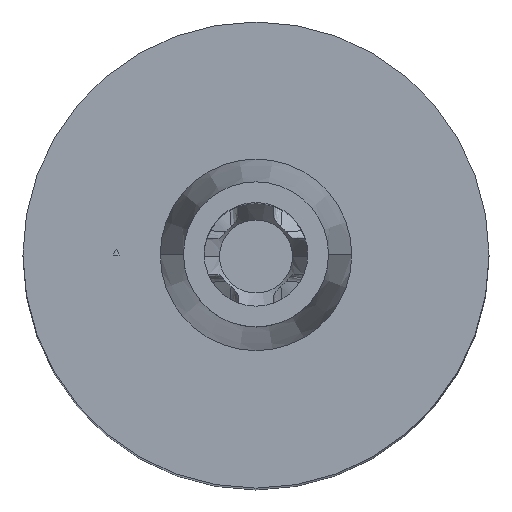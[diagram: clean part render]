
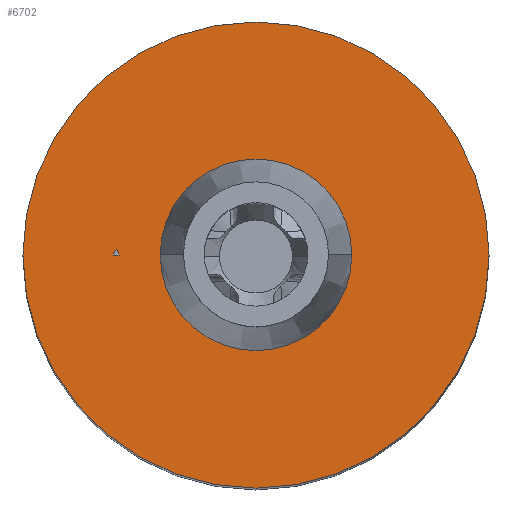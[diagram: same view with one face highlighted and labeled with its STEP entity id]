
A CAD part, top view. The second image highlights one B-rep face of the part: STEP entity #6702.
In plain terms, the highlighted planar face has unit normal (0, 0, 1).
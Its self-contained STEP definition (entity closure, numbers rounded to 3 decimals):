
#2551=CARTESIAN_POINT('',(0.,0.,28.7));
#2552=DIRECTION('',(0.,0.,-1.));
#2553=DIRECTION('',(1.,0.,0.));
#2554=AXIS2_PLACEMENT_3D('',#2551,#2552,#2553);
#2559=CARTESIAN_POINT('',(0.,0.,28.7));
#2560=DIRECTION('',(0.,0.,-1.));
#2561=DIRECTION('',(-1.,0.,0.));
#2562=AXIS2_PLACEMENT_3D('',#2559,#2560,#2561);
#2567=CARTESIAN_POINT('',(0.,0.,28.7));
#2568=DIRECTION('',(0.,0.,1.));
#2569=DIRECTION('',(-1.,0.,0.));
#2570=AXIS2_PLACEMENT_3D('',#2567,#2568,#2569);
#2575=CARTESIAN_POINT('',(0.,0.,28.7));
#2576=DIRECTION('',(0.,0.,1.));
#2577=DIRECTION('',(1.,0.,0.));
#2578=AXIS2_PLACEMENT_3D('',#2575,#2576,#2577);
#2583=DIRECTION('',(1.,0.,0.));
#2584=VECTOR('',#2583,0.109);
#2585=CARTESIAN_POINT('',(-2.754,0.,28.7));
#2586=LINE('',#2585,#2584);
#2590=CARTESIAN_POINT('',(-2.645,0.,28.7));
#2591=CARTESIAN_POINT('',(-2.646,0.005,28.7));
#2592=CARTESIAN_POINT('',(-2.649,0.015,28.7));
#2593=CARTESIAN_POINT('',(-2.653,0.03,28.7));
#2594=CARTESIAN_POINT('',(-2.657,0.043,28.7));
#2595=CARTESIAN_POINT('',(-2.661,0.056,28.7));
#2596=CARTESIAN_POINT('',(-2.666,0.067,28.7));
#2597=CARTESIAN_POINT('',(-2.67,0.078,28.7));
#2598=CARTESIAN_POINT('',(-2.675,0.087,28.7));
#2599=CARTESIAN_POINT('',(-2.68,0.095,28.7));
#2600=CARTESIAN_POINT('',(-2.686,0.101,28.7));
#2601=CARTESIAN_POINT('',(-2.693,0.105,28.7));
#2602=CARTESIAN_POINT('',(-2.702,0.105,28.7));
#2603=CARTESIAN_POINT('',(-2.71,0.1,28.7));
#2604=CARTESIAN_POINT('',(-2.717,0.093,28.7));
#2605=CARTESIAN_POINT('',(-2.723,0.083,28.7));
#2606=CARTESIAN_POINT('',(-2.729,0.072,28.7));
#2607=CARTESIAN_POINT('',(-2.734,0.061,28.7));
#2608=CARTESIAN_POINT('',(-2.739,0.048,28.7));
#2609=CARTESIAN_POINT('',(-2.744,0.034,28.7));
#2610=CARTESIAN_POINT('',(-2.749,0.018,28.7));
#2611=CARTESIAN_POINT('',(-2.752,0.006,28.7));
#2612=CARTESIAN_POINT('',(-2.754,0.,28.7));
#4666=CARTESIAN_POINT('',(4.5,0.,28.7));
#4667=CARTESIAN_POINT('',(-4.5,0.,28.7));
#4668=VERTEX_POINT('',#4666);
#4669=VERTEX_POINT('',#4667);
#4670=CARTESIAN_POINT('',(-1.4,0.,28.7));
#4671=CARTESIAN_POINT('',(1.4,0.,28.7));
#4672=VERTEX_POINT('',#4670);
#4673=VERTEX_POINT('',#4671);
#5057=CARTESIAN_POINT('',(-2.754,0.,28.7));
#5058=CARTESIAN_POINT('',(-2.645,0.,28.7));
#5059=VERTEX_POINT('',#5057);
#5060=VERTEX_POINT('',#5058);
#6682=CARTESIAN_POINT('',(0.,4.5,28.7));
#6683=DIRECTION('',(0.,0.,1.));
#6684=DIRECTION('',(1.,0.,0.));
#6685=AXIS2_PLACEMENT_3D('',#6682,#6683,#6684);
#6686=PLANE('',#6685);
#6687=ORIENTED_EDGE('',*,*,#5156,.T.);
#6688=ORIENTED_EDGE('',*,*,#5170,.T.);
#6689=EDGE_LOOP('',(#6687,#6688));
#6690=FACE_OUTER_BOUND('',#6689,.F.);
#6691=ORIENTED_EDGE('',*,*,#6672,.T.);
#6693=ORIENTED_EDGE('',*,*,#6692,.T.);
#6694=EDGE_LOOP('',(#6691,#6693));
#6695=FACE_BOUND('',#6694,.F.);
#6697=ORIENTED_EDGE('',*,*,#6696,.T.);
#6699=ORIENTED_EDGE('',*,*,#6698,.T.);
#6700=EDGE_LOOP('',(#6697,#6699));
#6701=FACE_BOUND('',#6700,.F.);
#6702=ADVANCED_FACE('',(#6690,#6695,#6701),#6686,.T.);
#2555=CIRCLE('',#2554,4.5);
#2563=CIRCLE('',#2562,4.5);
#2571=CIRCLE('',#2570,1.4);
#2579=CIRCLE('',#2578,1.4);
#2613=B_SPLINE_CURVE_WITH_KNOTS('',3,(#2590,#2591,#2592,#2593,#2594,#2595,#2596,
#2597,#2598,#2599,#2600,#2601,#2602,#2603,#2604,#2605,#2606,#2607,#2608,#2609,
#2610,#2611,#2612),.UNSPECIFIED.,.F.,.F.,(4,1,1,1,1,1,1,1,1,1,1,1,1,1,1,1,1,1,1,
1,4),(0.,0.05,0.1,0.15,0.2,0.25,0.3,0.35,0.4,0.45,0.5,
0.55,0.6,0.65,0.7,0.75,0.8,0.85,0.9,0.95,1.),.UNSPECIFIED.);
#5156=EDGE_CURVE('',#4668,#4669,#2555,.T.);
#5170=EDGE_CURVE('',#4669,#4668,#2563,.T.);
#6672=EDGE_CURVE('',#4672,#4673,#2571,.T.);
#6692=EDGE_CURVE('',#4673,#4672,#2579,.T.);
#6696=EDGE_CURVE('',#5059,#5060,#2586,.T.);
#6698=EDGE_CURVE('',#5060,#5059,#2613,.T.);
